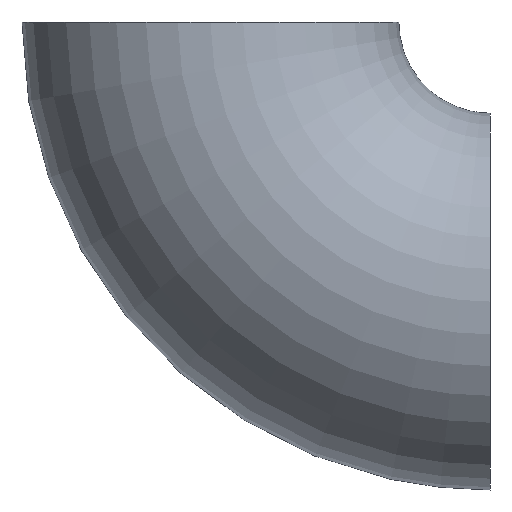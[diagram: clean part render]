
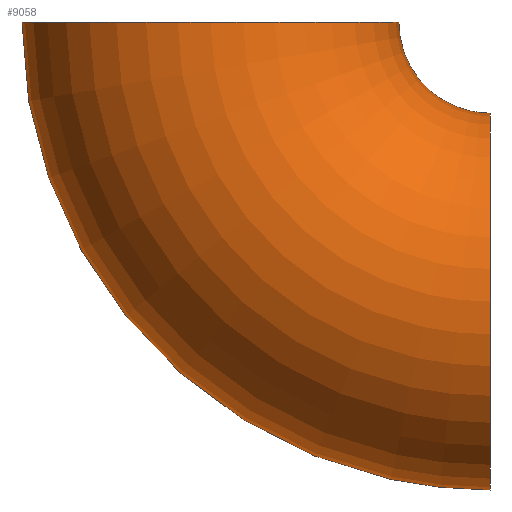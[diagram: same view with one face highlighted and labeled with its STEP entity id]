
A CAD part, left-side view. The second image highlights one B-rep face of the part: STEP entity #9058.
In plain terms, the highlighted toroidal (fillet/blend) face has major radius 25 mm and minor radius 16.85 mm.
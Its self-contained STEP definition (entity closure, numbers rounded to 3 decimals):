
#697 = EDGE_CURVE ( 'NONE', #11385, #11385, #8562, .T. ) ;
#1219 = FACE_OUTER_BOUND ( 'NONE', #4066, .T. ) ;
#1618 = ORIENTED_EDGE ( 'NONE', *, *, #697, .T. ) ;
#2660 = DIRECTION ( 'NONE',  ( 0., 1., 0. ) ) ;
#2694 = DIRECTION ( 'NONE',  ( 0., 0., 1. ) ) ;
#3403 = AXIS2_PLACEMENT_3D ( 'NONE', #6025, #2660, #2694 ) ;
#3527 = DIRECTION ( 'NONE',  ( 0., -1., 0. ) ) ;
#4066 = EDGE_LOOP ( 'NONE', ( #4185 ) ) ;
#4185 = ORIENTED_EDGE ( 'NONE', *, *, #9258, .F. ) ;
#4257 = AXIS2_PLACEMENT_3D ( 'NONE', #11568, #6828, #6006 ) ;
#5468 = CARTESIAN_POINT ( 'NONE',  ( 0., 0., -8.15 ) ) ;
#5835 = FACE_OUTER_BOUND ( 'NONE', #11288, .T. ) ;
#6006 = DIRECTION ( 'NONE',  ( 0., 0., 1. ) ) ;
#6025 = CARTESIAN_POINT ( 'NONE',  ( 0., 0., -25. ) ) ;
#6282 = DIRECTION ( 'NONE',  ( 0., 0., 1. ) ) ;
#6302 = CARTESIAN_POINT ( 'NONE',  ( 0., 8.15, 0. ) ) ;
#6585 = CIRCLE ( 'NONE', #11583, 16.85 ) ;
#6828 = DIRECTION ( 'NONE',  ( -1., 0., 0. ) ) ;
#8562 = CIRCLE ( 'NONE', #3403, 16.85 ) ;
#9058 = ADVANCED_FACE ( 'NONE', ( #1219, #5835 ), #9939, .T. ) ;
#9258 = EDGE_CURVE ( 'NONE', #9919, #9919, #6585, .T. ) ;
#9919 = VERTEX_POINT ( 'NONE', #6302 ) ;
#9939 = TOROIDAL_SURFACE ( 'NONE', #4257, 25., 16.85 ) ;
#11288 = EDGE_LOOP ( 'NONE', ( #1618 ) ) ;
#11385 = VERTEX_POINT ( 'NONE', #5468 ) ;
#11568 = CARTESIAN_POINT ( 'NONE',  ( 0., 0., 0. ) ) ;
#11583 = AXIS2_PLACEMENT_3D ( 'NONE', #11869, #6282, #3527 ) ;
#11869 = CARTESIAN_POINT ( 'NONE',  ( 0., 25., 0. ) ) ;
